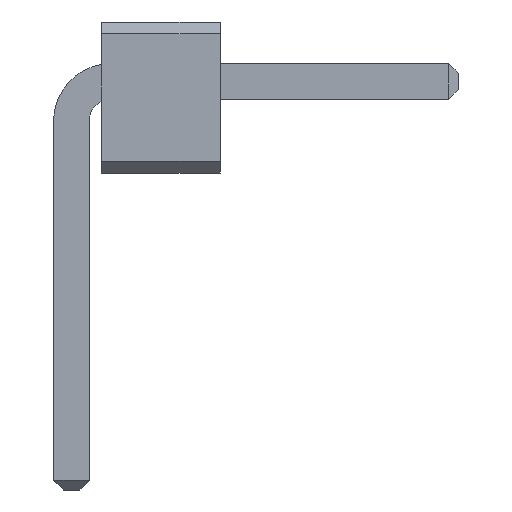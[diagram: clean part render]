
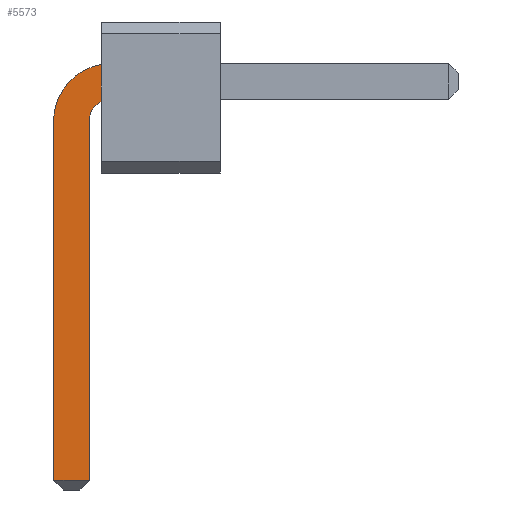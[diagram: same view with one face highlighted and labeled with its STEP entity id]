
A CAD part, front view. The second image highlights one B-rep face of the part: STEP entity #5573.
In plain terms, the highlighted planar face has unit normal (0, -1, 0).
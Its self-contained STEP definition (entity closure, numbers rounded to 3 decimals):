
#1962 = VERTEX_POINT('',#1963);
#1963 = CARTESIAN_POINT('',(0.25,-11.15,0.779));
#1969 = EDGE_CURVE('',#1962,#1970,#1972,.T.);
#1970 = VERTEX_POINT('',#1971);
#1971 = CARTESIAN_POINT('',(0.25,-11.15,0.467));
#1972 = LINE('',#1973,#1974);
#1973 = CARTESIAN_POINT('',(0.25,-11.15,0.1));
#1974 = VECTOR('',#1975,1.);
#1975 = DIRECTION('',(0.,0.,-1.));
#5554 = EDGE_CURVE('',#1970,#5555,#5557,.T.);
#5555 = VERTEX_POINT('',#5556);
#5556 = CARTESIAN_POINT('',(0.15,-11.15,0.335));
#5557 = CIRCLE('',#5558,0.194);
#5558 = AXIS2_PLACEMENT_3D('',#5559,#5560,#5561);
#5559 = CARTESIAN_POINT('',(0.34,-11.15,0.295));
#5560 = DIRECTION('',(0.,-1.,0.));
#5561 = DIRECTION('',(-0.207,0.,0.978)
);
#5573 = ADVANCED_FACE('',(#5574),#5609,.F.);
#5574 = FACE_BOUND('',#5575,.F.);
#5575 = EDGE_LOOP('',(#5576,#5577,#5578,#5586,#5594,#5602));
#5576 = ORIENTED_EDGE('',*,*,#1969,.T.);
#5577 = ORIENTED_EDGE('',*,*,#5554,.T.);
#5578 = ORIENTED_EDGE('',*,*,#5579,.T.);
#5579 = EDGE_CURVE('',#5555,#5580,#5582,.T.);
#5580 = VERTEX_POINT('',#5581);
#5581 = CARTESIAN_POINT('',(0.15,-11.15,-2.72));
#5582 = LINE('',#5583,#5584);
#5583 = CARTESIAN_POINT('',(0.15,-11.15,0.335));
#5584 = VECTOR('',#5585,1.);
#5585 = DIRECTION('',(0.,0.,-1.));
#5586 = ORIENTED_EDGE('',*,*,#5587,.T.);
#5587 = EDGE_CURVE('',#5580,#5588,#5590,.T.);
#5588 = VERTEX_POINT('',#5589);
#5589 = CARTESIAN_POINT('',(-0.15,-11.15,-2.72));
#5590 = LINE('',#5591,#5592);
#5591 = CARTESIAN_POINT('',(0.15,-11.15,-2.72));
#5592 = VECTOR('',#5593,1.);
#5593 = DIRECTION('',(-1.,0.,0.));
#5594 = ORIENTED_EDGE('',*,*,#5595,.T.);
#5595 = EDGE_CURVE('',#5588,#5596,#5598,.T.);
#5596 = VERTEX_POINT('',#5597);
#5597 = CARTESIAN_POINT('',(-0.15,-11.15,0.335));
#5598 = LINE('',#5599,#5600);
#5599 = CARTESIAN_POINT('',(-0.15,-11.15,-2.8));
#5600 = VECTOR('',#5601,1.);
#5601 = DIRECTION('',(0.,0.,1.));
#5602 = ORIENTED_EDGE('',*,*,#5603,.T.);
#5603 = EDGE_CURVE('',#5596,#1962,#5604,.T.);
#5604 = CIRCLE('',#5605,0.485);
#5605 = AXIS2_PLACEMENT_3D('',#5606,#5607,#5608);
#5606 = CARTESIAN_POINT('',(0.333,-11.15,0.302));
#5607 = DIRECTION('',(0.,1.,0.));
#5608 = DIRECTION('',(-0.998,0.,
0.069));
#5609 = PLANE('',#5610);
#5610 = AXIS2_PLACEMENT_3D('',#5611,#5612,#5613);
#5611 = CARTESIAN_POINT('',(0.841,-11.15,-0.301));
#5612 = DIRECTION('',(0.,1.,-0.));
#5613 = DIRECTION('',(0.,0.,-1.));
